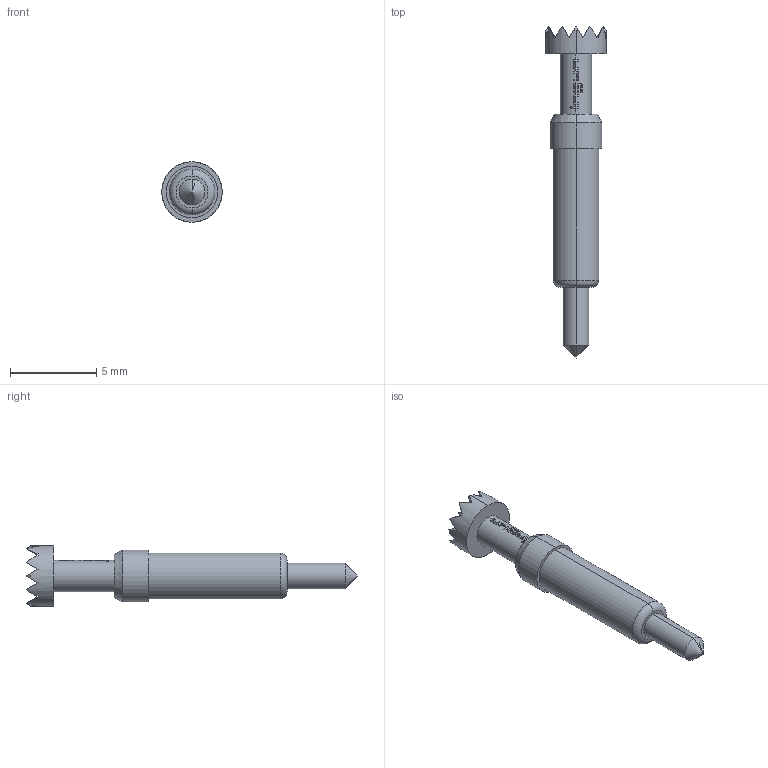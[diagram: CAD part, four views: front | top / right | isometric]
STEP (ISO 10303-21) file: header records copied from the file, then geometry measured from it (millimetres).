
FILE_DESCRIPTION (( 'STEP AP203' ), '1' );
FILE_NAME ('INGUN_GKS-913_306_350_R_xx02_1.STEP', '2021-09-20T07:36:43', ( 'ochi' ), ( '' ), 'SwSTEP 2.0', 'SolidWorks 2018', '' );
FILE_SCHEMA (( 'CONFIG_CONTROL_DESIGN' ));
Length unit declared in the file: millimetre
Products named in the file (1): INGUN_GKS-913_306_350_R_xx02_1
Bounding box: 3.5 x 19.2 x 3.5 mm (x, y, z)
Volume: 83.7 mm3; surface area: 169.8 mm2
Topology: 1 solids, 1 shells, 185 faces, 438 edges, 258 vertices
Faces by surface type: plane 113, bspline 37, cylinder 29, cone 4, torus 2
Entity records: 6200 total; most frequent: CARTESIAN_POINT 2606, ORIENTED_EDGE 872, DIRECTION 490, EDGE_CURVE 436, VERTEX_POINT 258, B_SPLINE_CURVE_WITH_KNOTS 222, EDGE_LOOP 190, ADVANCED_FACE 185
